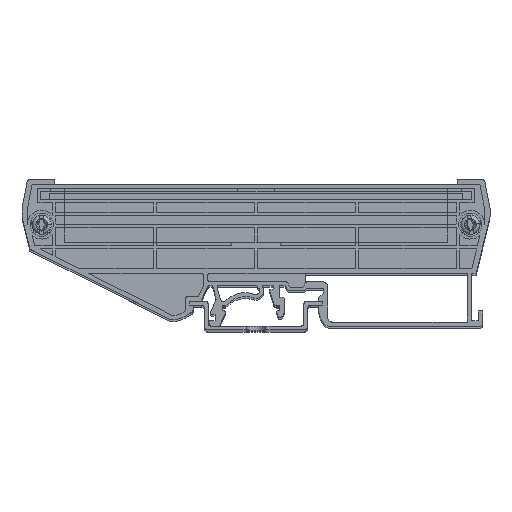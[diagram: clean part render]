
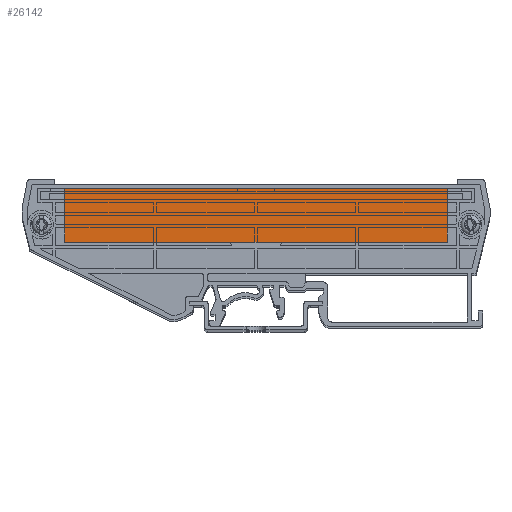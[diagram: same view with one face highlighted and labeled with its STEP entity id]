
A CAD part, top view. The second image highlights one B-rep face of the part: STEP entity #26142.
In plain terms, the highlighted planar face has unit normal (0, 0, 1).
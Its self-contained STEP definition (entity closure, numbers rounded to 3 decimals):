
#4 = VECTOR ( 'NONE', #25063, 1000. ) ;
#763 = CARTESIAN_POINT ( 'NONE',  ( -50.179, 6.75, -0.5 ) ) ;
#2261 = DIRECTION ( 'NONE',  ( -1., 0., 0. ) ) ;
#2789 = ORIENTED_EDGE ( 'NONE', *, *, #4444, .T. ) ;
#2882 = CARTESIAN_POINT ( 'NONE',  ( 49.821, -7.25, -0.5 ) ) ;
#3174 = VECTOR ( 'NONE', #2261, 1000. ) ;
#4440 = CARTESIAN_POINT ( 'NONE',  ( -50.179, 6.75, -0.5 ) ) ;
#4444 = EDGE_CURVE ( 'NONE', #11981, #23630, #10911, .T. ) ;
#5134 = VECTOR ( 'NONE', #12440, 1000. ) ;
#8283 = EDGE_LOOP ( 'NONE', ( #11748, #2789, #9258, #14600 ) ) ;
#8961 = LINE ( 'NONE', #14892, #4 ) ;
#9079 = CARTESIAN_POINT ( 'NONE',  ( 49.821, 6.75, -0.5 ) ) ;
#9258 = ORIENTED_EDGE ( 'NONE', *, *, #12480, .T. ) ;
#10911 = LINE ( 'NONE', #23214, #17634 ) ;
#10915 = EDGE_CURVE ( 'NONE', #25998, #11981, #12445, .T. ) ;
#11611 = CARTESIAN_POINT ( 'NONE',  ( -50.179, -7.25, -0.5 ) ) ;
#11748 = ORIENTED_EDGE ( 'NONE', *, *, #10915, .T. ) ;
#11981 = VERTEX_POINT ( 'NONE', #24596 ) ;
#12440 = DIRECTION ( 'NONE',  ( 0., -1., 0. ) ) ;
#12445 = LINE ( 'NONE', #4440, #5134 ) ;
#12480 = EDGE_CURVE ( 'NONE', #23630, #18738, #8961, .T. ) ;
#12999 = EDGE_CURVE ( 'NONE', #18738, #25998, #16853, .T. ) ;
#13040 = DIRECTION ( 'NONE',  ( 1., 0., 0. ) ) ;
#13415 = DIRECTION ( 'NONE',  ( 1., 0., 0. ) ) ;
#14500 = CARTESIAN_POINT ( 'NONE',  ( -50.179, 6.75, -0.5 ) ) ;
#14600 = ORIENTED_EDGE ( 'NONE', *, *, #12999, .T. ) ;
#14892 = CARTESIAN_POINT ( 'NONE',  ( 49.821, 6.75, -0.5 ) ) ;
#16853 = LINE ( 'NONE', #14500, #3174 ) ;
#17634 = VECTOR ( 'NONE', #13040, 1000. ) ;
#17739 = FACE_OUTER_BOUND ( 'NONE', #8283, .T. ) ;
#18738 = VERTEX_POINT ( 'NONE', #9079 ) ;
#21916 = PLANE ( 'NONE',  #22611 ) ;
#22611 = AXIS2_PLACEMENT_3D ( 'NONE', #11611, #25902, #13415 ) ;
#23214 = CARTESIAN_POINT ( 'NONE',  ( -50.179, -7.25, -0.5 ) ) ;
#23630 = VERTEX_POINT ( 'NONE', #2882 ) ;
#24596 = CARTESIAN_POINT ( 'NONE',  ( -50.179, -7.25, -0.5 ) ) ;
#25063 = DIRECTION ( 'NONE',  ( 0., 1., 0. ) ) ;
#25902 = DIRECTION ( 'NONE',  ( 0., 0., 1. ) ) ;
#25998 = VERTEX_POINT ( 'NONE', #763 ) ;
#26142 = ADVANCED_FACE ( 'NONE', ( #17739 ), #21916, .T. ) ;
